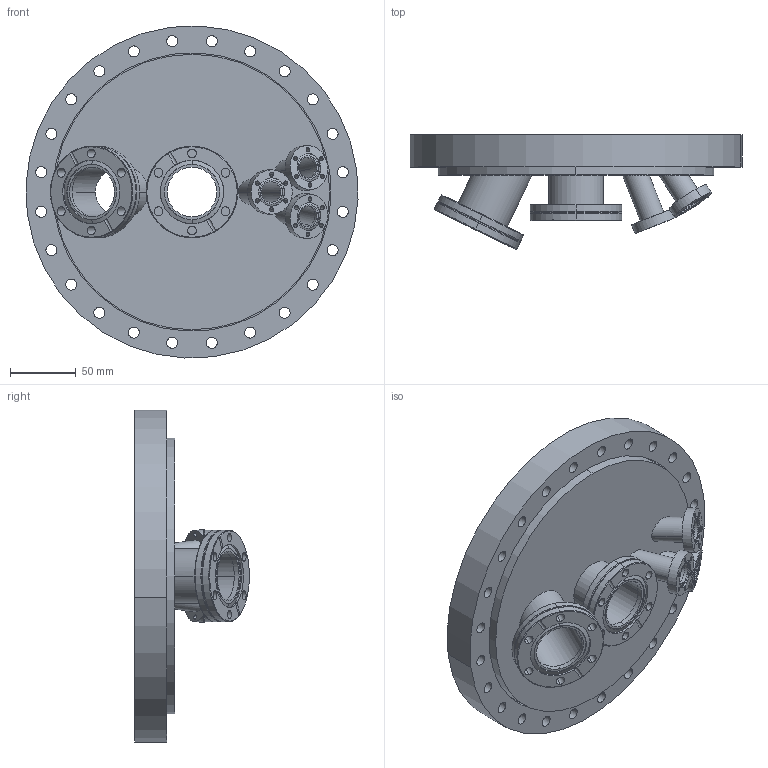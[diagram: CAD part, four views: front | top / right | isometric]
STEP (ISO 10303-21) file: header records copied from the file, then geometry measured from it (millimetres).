
FILE_DESCRIPTION((''),'2;1');
FILE_NAME('NP70-01-2510_ASM','2018-09-17T',('dseddon'),(''),'CREO PARAMETRIC BY PTC INC, 2015380','CREO PARAMETRIC BY PTC INC, 2015380','');
FILE_SCHEMA(('CONFIG_CONTROL_DESIGN'));
Length unit declared in the file: millimetre
Products named in the file (11): DN200-CF-ROTATABLE-OUTER_AF0; DN200-CF-ROTATABLE-INNER_AF0; NP70-01-2511_AF0; NP70-01-2512; DN40-CF-WELD-FLANGE; NP70-01-2513_AF0; NP70-01-2514_AF0; NP70-01-2514_AF1; NP70-01-2515; DN16-CF-WELD-FLANGE-TAPPED; NP70-01-2510_ASM
Assembly tree (13 placements, depth 2):
  NP70-01-2510_ASM
    DN200-CF-ROTATABLE-OUTER_AF0
    DN200-CF-ROTATABLE-INNER_AF0
    NP70-01-2511_AF0
    NP70-01-2512
    DN40-CF-WELD-FLANGE  x2
    NP70-01-2513_AF0
    NP70-01-2514_AF0
    NP70-01-2514_AF1
    NP70-01-2515
    DN16-CF-WELD-FLANGE-TAPPED  x3
Bounding box: 252.96 x 87.39 x 252.96 mm (x, y, z)
Volume: 723037.8 mm3; surface area: 262600.5 mm2
Topology: 13 solids, 13 shells, 292 faces, 720 edges, 466 vertices
Faces by surface type: cylinder 212, plane 42, cone 26, torus 12
Entity records: 6723 total; most frequent: CARTESIAN_POINT 1511, DIRECTION 1145, ORIENTED_EDGE 950, AXIS2_PLACEMENT_3D 494, EDGE_CURVE 475, VERTEX_POINT 310, EDGE_LOOP 299, CIRCLE 278
